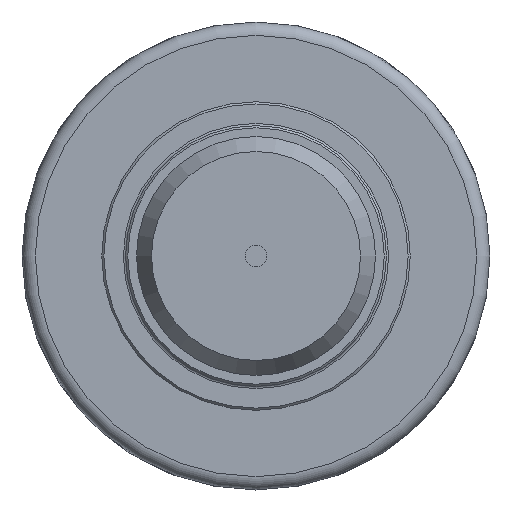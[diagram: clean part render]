
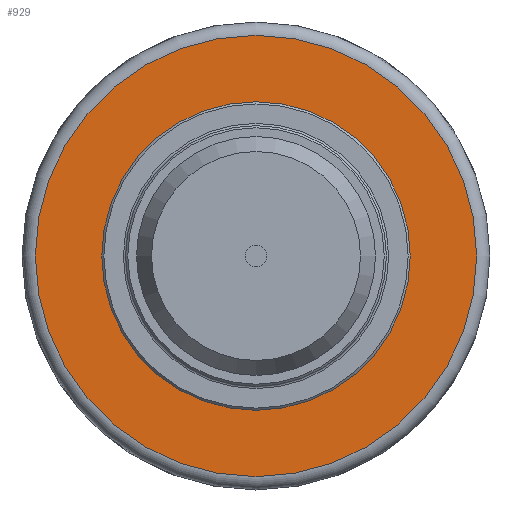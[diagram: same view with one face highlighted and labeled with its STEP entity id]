
A CAD part, left-side view. The second image highlights one B-rep face of the part: STEP entity #929.
In plain terms, the highlighted planar face has unit normal (-1, 0, 0).
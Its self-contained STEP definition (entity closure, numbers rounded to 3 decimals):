
#36=FACE_BOUND('',#216,.T.);
#61=CIRCLE('',#1024,35.25);
#66=CIRCLE('',#1032,50.772);
#67=CIRCLE('',#1033,50.772);
#148=FACE_OUTER_BOUND('',#215,.T.);
#215=EDGE_LOOP('',(#764,#765));
#216=EDGE_LOOP('',(#766));
#435=VERTEX_POINT('',#1556);
#440=VERTEX_POINT('',#1570);
#441=VERTEX_POINT('',#1571);
#551=EDGE_CURVE('',#435,#435,#61,.T.);
#557=EDGE_CURVE('',#440,#441,#66,.T.);
#558=EDGE_CURVE('',#441,#440,#67,.T.);
#764=ORIENTED_EDGE('',*,*,#557,.F.);
#765=ORIENTED_EDGE('',*,*,#558,.F.);
#766=ORIENTED_EDGE('',*,*,#551,.T.);
#885=PLANE('',#1031);
#929=ADVANCED_FACE('',(#148,#36),#885,.T.);
#1024=AXIS2_PLACEMENT_3D('',#1557,#1259,#1260);
#1031=AXIS2_PLACEMENT_3D('',#1569,#1274,#1275);
#1032=AXIS2_PLACEMENT_3D('',#1572,#1276,#1277);
#1033=AXIS2_PLACEMENT_3D('',#1573,#1278,#1279);
#1259=DIRECTION('center_axis',(1.,0.,0.));
#1260=DIRECTION('ref_axis',(0.,-1.,0.));
#1274=DIRECTION('center_axis',(-1.,0.,0.));
#1275=DIRECTION('ref_axis',(0.,0.,
1.));
#1276=DIRECTION('center_axis',(1.,0.,0.));
#1277=DIRECTION('ref_axis',(0.,-1.,0.));
#1278=DIRECTION('center_axis',(1.,0.,0.));
#1279=DIRECTION('ref_axis',(0.,-1.,0.));
#1556=CARTESIAN_POINT('',(33.8,35.25,0.));
#1557=CARTESIAN_POINT('Origin',(33.8,0.,0.));
#1569=CARTESIAN_POINT('Origin',(33.8,46.615,0.));
#1570=CARTESIAN_POINT('',(33.8,50.772,0.));
#1571=CARTESIAN_POINT('',(33.8,0.,50.772));
#1572=CARTESIAN_POINT('Origin',(33.8,0.,0.));
#1573=CARTESIAN_POINT('Origin',(33.8,0.,0.));
